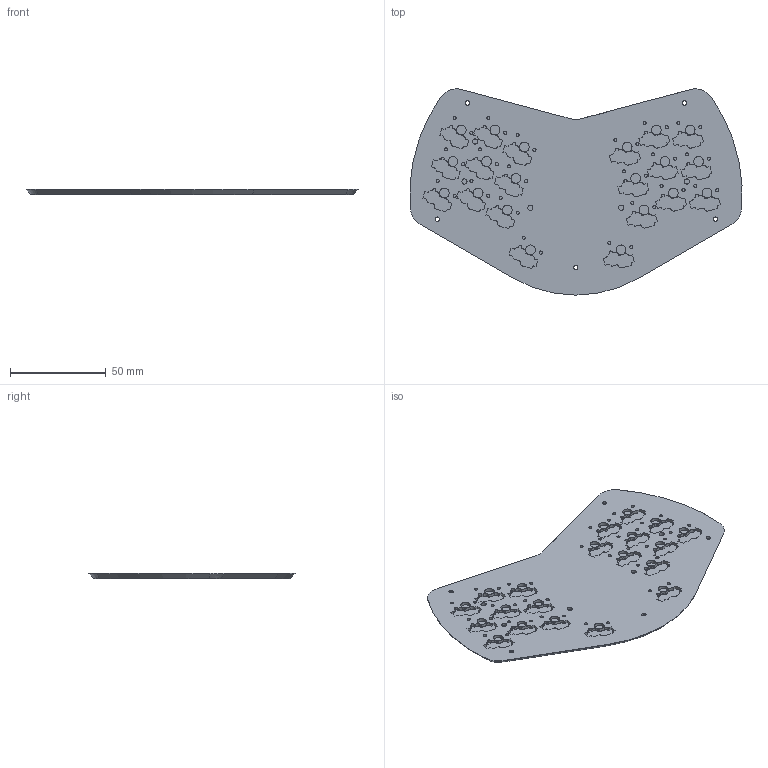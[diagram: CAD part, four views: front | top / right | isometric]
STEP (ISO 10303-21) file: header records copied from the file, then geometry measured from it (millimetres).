
FILE_DESCRIPTION(/* description */ ('KiCad electronic assembly'),/* implementation_level */ '2;1');
FILE_NAME(/* name */ '10x2 Aileron v15 bottom no button.step',/* time_stamp */ '2025-07-14T19:36:37-04:00',/* author */ (''),/* organization */ (''),/* preprocessor_version */ 'ST-DEVELOPER v20.1',/* originating_system */ 'Autodesk Translation Framework v14.10.0.0',/* authorisation */ '');
FILE_SCHEMA (('AUTOMOTIVE_DESIGN { 1 0 10303 214 3 1 1 }'));
Length unit declared in the file: millimetre
Products named in the file (1): capsule3_v3G_plate 1
Bounding box: 173.08 x 107.51 x 2.7 mm (x, y, z)
Volume: 32657.6 mm3; surface area: 31337.3 mm2
Topology: 1 solids, 1 shells, 810 faces, 2127 edges, 1414 vertices
Faces by surface type: plane 469, cylinder 328, cone 8, torus 5
Full cylindrical faces by diameter (mm): 1.6 x20, 1.65 x20, 2.3 x5, 2.7 x5, 4 x5, 5.05 x20, 6 x5
Entity records: 25130 total; most frequent: DIRECTION 4428, CARTESIAN_POINT 4352, ORIENTED_EDGE 4254, EDGE_CURVE 2127, AXIS2_PLACEMENT_3D 1490, LINE 1448, VECTOR 1448, VERTEX_POINT 1414
